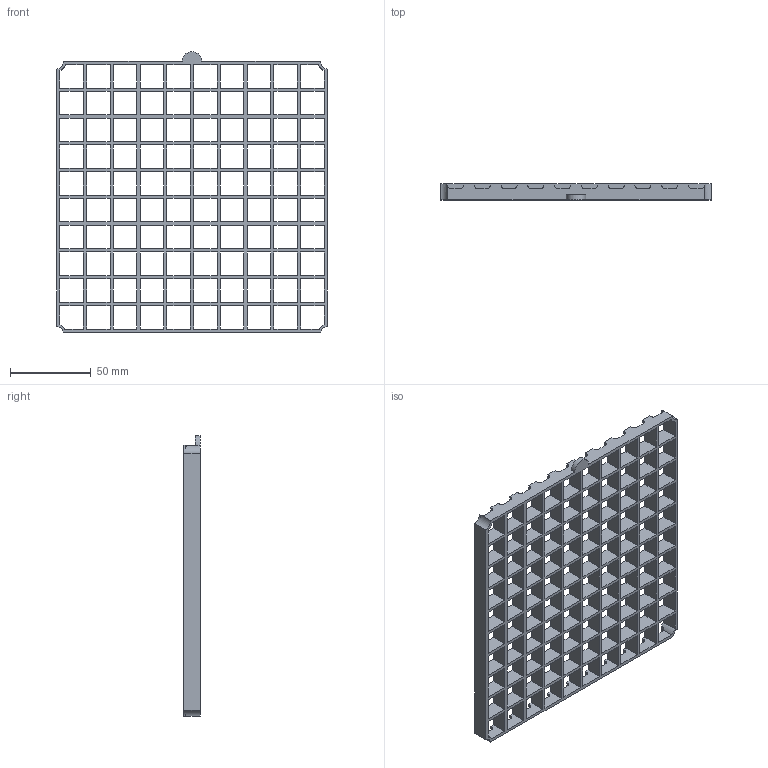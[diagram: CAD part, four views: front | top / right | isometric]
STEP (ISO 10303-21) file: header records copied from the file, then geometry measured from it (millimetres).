
FILE_DESCRIPTION (( 'STEP AP214' ), '1' );
FILE_NAME ('Generic_Divider.STEP', '2024-11-02T22:22:32', ( '' ), ( '' ), 'SwSTEP 2.0', 'SolidWorks 2024', '' );
FILE_SCHEMA (( 'AUTOMOTIVE_DESIGN' ));
Length unit declared in the file: millimetre
Products named in the file (1): Generic_Divider
Bounding box: 168 x 10 x 174 mm (x, y, z)
Volume: 67856.6 mm3; surface area: 77901.5 mm2
Topology: 1 solids, 1 shells, 516 faces, 1602 edges, 1068 vertices
Faces by surface type: plane 467, cylinder 49
Entity records: 18015 total; most frequent: CARTESIAN_POINT 3247, ORIENTED_EDGE 3204, DIRECTION 2728, EDGE_CURVE 1602, LINE 1498, VECTOR 1498, VERTEX_POINT 1068, EDGE_LOOP 696
